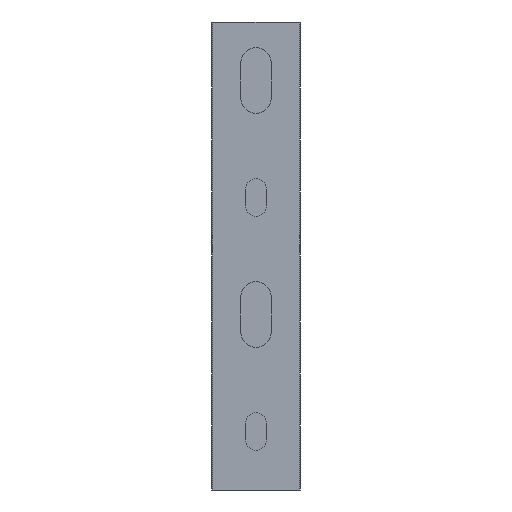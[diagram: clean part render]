
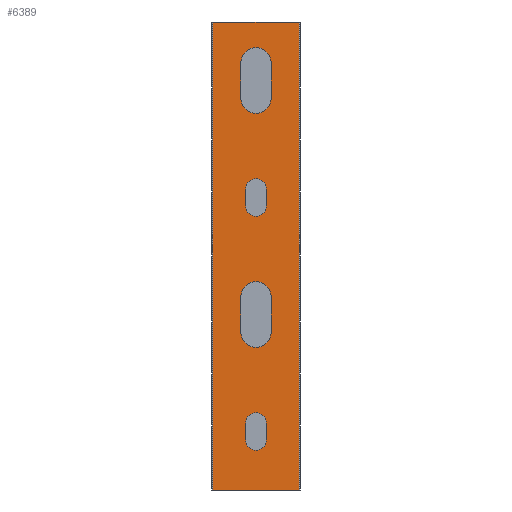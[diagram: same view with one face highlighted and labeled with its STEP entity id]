
A CAD part, front view. The second image highlights one B-rep face of the part: STEP entity #6389.
In plain terms, the highlighted planar face has unit normal (0, -1, 0).
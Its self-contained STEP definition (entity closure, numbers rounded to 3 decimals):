
#1506=DIRECTION('',(1.,0.,0.));
#1507=VECTOR('',#1506,18.4);
#1508=CARTESIAN_POINT('',(-9.2,0.,100.));
#1509=LINE('',#1508,#1507);
#1510=DIRECTION('',(0.,0.,1.));
#1511=VECTOR('',#1510,100.);
#1512=CARTESIAN_POINT('',(9.2,0.,0.));
#1513=LINE('',#1512,#1511);
#1514=DIRECTION('',(-1.,0.,0.));
#1515=VECTOR('',#1514,18.4);
#1516=CARTESIAN_POINT('',(9.2,0.,0.));
#1517=LINE('',#1516,#1515);
#1518=DIRECTION('',(0.,0.,1.));
#1519=VECTOR('',#1518,100.);
#1520=CARTESIAN_POINT('',(-9.2,0.,0.));
#1521=LINE('',#1520,#1519);
#1522=CARTESIAN_POINT('',(0.,0.,91.25));
#1523=DIRECTION('',(0.,1.,0.));
#1524=DIRECTION('',(-1.,0.,0.));
#1525=AXIS2_PLACEMENT_3D('',#1522,#1523,#1524);
#1527=DIRECTION('',(0.,0.,1.));
#1528=VECTOR('',#1527,7.5);
#1529=CARTESIAN_POINT('',(-3.25,0.,83.75));
#1530=LINE('',#1529,#1528);
#1531=CARTESIAN_POINT('',(0.,0.,83.75));
#1532=DIRECTION('',(0.,1.,0.));
#1533=DIRECTION('',(1.,0.,0.));
#1534=AXIS2_PLACEMENT_3D('',#1531,#1532,#1533);
#1536=DIRECTION('',(0.,0.,-1.));
#1537=VECTOR('',#1536,7.5);
#1538=CARTESIAN_POINT('',(3.25,0.,91.25));
#1539=LINE('',#1538,#1537);
#1540=CARTESIAN_POINT('',(0.,0.,64.25));
#1541=DIRECTION('',(0.,1.,0.));
#1542=DIRECTION('',(-1.,0.,0.));
#1543=AXIS2_PLACEMENT_3D('',#1540,#1541,#1542);
#1545=DIRECTION('',(0.,0.,1.));
#1546=VECTOR('',#1545,3.5);
#1547=CARTESIAN_POINT('',(-2.25,0.,60.75));
#1548=LINE('',#1547,#1546);
#1549=CARTESIAN_POINT('',(0.,0.,60.75));
#1550=DIRECTION('',(0.,1.,0.));
#1551=DIRECTION('',(1.,0.,0.));
#1552=AXIS2_PLACEMENT_3D('',#1549,#1550,#1551);
#1554=DIRECTION('',(0.,0.,-1.));
#1555=VECTOR('',#1554,3.5);
#1556=CARTESIAN_POINT('',(2.25,0.,64.25));
#1557=LINE('',#1556,#1555);
#1558=CARTESIAN_POINT('',(0.,0.,41.25));
#1559=DIRECTION('',(0.,1.,0.));
#1560=DIRECTION('',(-1.,0.,0.));
#1561=AXIS2_PLACEMENT_3D('',#1558,#1559,#1560);
#1563=DIRECTION('',(0.,0.,1.));
#1564=VECTOR('',#1563,7.5);
#1565=CARTESIAN_POINT('',(-3.25,0.,33.75));
#1566=LINE('',#1565,#1564);
#1567=CARTESIAN_POINT('',(0.,0.,33.75));
#1568=DIRECTION('',(0.,1.,0.));
#1569=DIRECTION('',(1.,0.,0.));
#1570=AXIS2_PLACEMENT_3D('',#1567,#1568,#1569);
#1572=DIRECTION('',(0.,0.,-1.));
#1573=VECTOR('',#1572,7.5);
#1574=CARTESIAN_POINT('',(3.25,0.,41.25));
#1575=LINE('',#1574,#1573);
#1576=CARTESIAN_POINT('',(0.,0.,14.25));
#1577=DIRECTION('',(0.,1.,0.));
#1578=DIRECTION('',(-1.,0.,0.));
#1579=AXIS2_PLACEMENT_3D('',#1576,#1577,#1578);
#1581=DIRECTION('',(0.,0.,1.));
#1582=VECTOR('',#1581,3.5);
#1583=CARTESIAN_POINT('',(-2.25,0.,10.75));
#1584=LINE('',#1583,#1582);
#1585=CARTESIAN_POINT('',(0.,0.,10.75));
#1586=DIRECTION('',(0.,1.,0.));
#1587=DIRECTION('',(1.,0.,0.));
#1588=AXIS2_PLACEMENT_3D('',#1585,#1586,#1587);
#1590=DIRECTION('',(0.,0.,-1.));
#1591=VECTOR('',#1590,3.5);
#1592=CARTESIAN_POINT('',(2.25,0.,14.25));
#1593=LINE('',#1592,#1591);
#2874=CARTESIAN_POINT('',(-9.2,0.,0.));
#2875=VERTEX_POINT('',#2874);
#2884=CARTESIAN_POINT('',(-9.2,0.,100.));
#2885=VERTEX_POINT('',#2884);
#2894=CARTESIAN_POINT('',(9.2,0.,0.));
#2895=VERTEX_POINT('',#2894);
#2904=CARTESIAN_POINT('',(9.2,0.,100.));
#2905=VERTEX_POINT('',#2904);
#2910=CARTESIAN_POINT('',(-3.25,0.,91.25));
#2911=CARTESIAN_POINT('',(3.25,0.,91.25));
#2912=VERTEX_POINT('',#2910);
#2913=VERTEX_POINT('',#2911);
#2914=CARTESIAN_POINT('',(3.25,0.,83.75));
#2915=VERTEX_POINT('',#2914);
#2916=CARTESIAN_POINT('',(-3.25,0.,83.75));
#2917=VERTEX_POINT('',#2916);
#2918=CARTESIAN_POINT('',(-2.25,0.,64.25));
#2919=CARTESIAN_POINT('',(2.25,0.,64.25));
#2920=VERTEX_POINT('',#2918);
#2921=VERTEX_POINT('',#2919);
#2922=CARTESIAN_POINT('',(2.25,0.,60.75));
#2923=VERTEX_POINT('',#2922);
#2924=CARTESIAN_POINT('',(-2.25,0.,60.75));
#2925=VERTEX_POINT('',#2924);
#2942=CARTESIAN_POINT('',(-3.25,0.,41.25));
#2943=CARTESIAN_POINT('',(3.25,0.,41.25));
#2944=VERTEX_POINT('',#2942);
#2945=VERTEX_POINT('',#2943);
#2946=CARTESIAN_POINT('',(3.25,0.,33.75));
#2947=VERTEX_POINT('',#2946);
#2948=CARTESIAN_POINT('',(-3.25,0.,33.75));
#2949=VERTEX_POINT('',#2948);
#2950=CARTESIAN_POINT('',(-2.25,0.,14.25));
#2951=CARTESIAN_POINT('',(2.25,0.,14.25));
#2952=VERTEX_POINT('',#2950);
#2953=VERTEX_POINT('',#2951);
#2954=CARTESIAN_POINT('',(2.25,0.,10.75));
#2955=VERTEX_POINT('',#2954);
#2956=CARTESIAN_POINT('',(-2.25,0.,10.75));
#2957=VERTEX_POINT('',#2956);
#6337=CARTESIAN_POINT('',(-9.2,0.,0.));
#6338=DIRECTION('',(0.,-1.,0.));
#6339=DIRECTION('',(1.,0.,0.));
#6340=AXIS2_PLACEMENT_3D('',#6337,#6338,#6339);
#6341=PLANE('',#6340);
#6342=ORIENTED_EDGE('',*,*,#6303,.T.);
#6343=ORIENTED_EDGE('',*,*,#6330,.F.);
#6344=ORIENTED_EDGE('',*,*,#3773,.T.);
#6346=ORIENTED_EDGE('',*,*,#6345,.T.);
#6347=EDGE_LOOP('',(#6342,#6343,#6344,#6346));
#6348=FACE_OUTER_BOUND('',#6347,.F.);
#6350=ORIENTED_EDGE('',*,*,#6349,.F.);
#6352=ORIENTED_EDGE('',*,*,#6351,.F.);
#6354=ORIENTED_EDGE('',*,*,#6353,.F.);
#6356=ORIENTED_EDGE('',*,*,#6355,.F.);
#6357=EDGE_LOOP('',(#6350,#6352,#6354,#6356));
#6358=FACE_BOUND('',#6357,.F.);
#6360=ORIENTED_EDGE('',*,*,#6359,.F.);
#6362=ORIENTED_EDGE('',*,*,#6361,.F.);
#6364=ORIENTED_EDGE('',*,*,#6363,.F.);
#6366=ORIENTED_EDGE('',*,*,#6365,.F.);
#6367=EDGE_LOOP('',(#6360,#6362,#6364,#6366));
#6368=FACE_BOUND('',#6367,.F.);
#6370=ORIENTED_EDGE('',*,*,#6369,.F.);
#6372=ORIENTED_EDGE('',*,*,#6371,.F.);
#6374=ORIENTED_EDGE('',*,*,#6373,.F.);
#6376=ORIENTED_EDGE('',*,*,#6375,.F.);
#6377=EDGE_LOOP('',(#6370,#6372,#6374,#6376));
#6378=FACE_BOUND('',#6377,.F.);
#6380=ORIENTED_EDGE('',*,*,#6379,.F.);
#6382=ORIENTED_EDGE('',*,*,#6381,.F.);
#6384=ORIENTED_EDGE('',*,*,#6383,.F.);
#6386=ORIENTED_EDGE('',*,*,#6385,.F.);
#6387=EDGE_LOOP('',(#6380,#6382,#6384,#6386));
#6388=FACE_BOUND('',#6387,.F.);
#1526=CIRCLE('',#1525,3.25);
#1535=CIRCLE('',#1534,3.25);
#1544=CIRCLE('',#1543,2.25);
#1553=CIRCLE('',#1552,2.25);
#1562=CIRCLE('',#1561,3.25);
#1571=CIRCLE('',#1570,3.25);
#1580=CIRCLE('',#1579,2.25);
#1589=CIRCLE('',#1588,2.25);
#3773=EDGE_CURVE('',#2895,#2875,#1517,.T.);
#6303=EDGE_CURVE('',#2885,#2905,#1509,.T.);
#6330=EDGE_CURVE('',#2895,#2905,#1513,.T.);
#6345=EDGE_CURVE('',#2875,#2885,#1521,.T.);
#6349=EDGE_CURVE('',#2912,#2913,#1526,.T.);
#6351=EDGE_CURVE('',#2917,#2912,#1530,.T.);
#6353=EDGE_CURVE('',#2915,#2917,#1535,.T.);
#6355=EDGE_CURVE('',#2913,#2915,#1539,.T.);
#6359=EDGE_CURVE('',#2920,#2921,#1544,.T.);
#6361=EDGE_CURVE('',#2925,#2920,#1548,.T.);
#6363=EDGE_CURVE('',#2923,#2925,#1553,.T.);
#6365=EDGE_CURVE('',#2921,#2923,#1557,.T.);
#6369=EDGE_CURVE('',#2944,#2945,#1562,.T.);
#6371=EDGE_CURVE('',#2949,#2944,#1566,.T.);
#6373=EDGE_CURVE('',#2947,#2949,#1571,.T.);
#6375=EDGE_CURVE('',#2945,#2947,#1575,.T.);
#6379=EDGE_CURVE('',#2952,#2953,#1580,.T.);
#6381=EDGE_CURVE('',#2957,#2952,#1584,.T.);
#6383=EDGE_CURVE('',#2955,#2957,#1589,.T.);
#6385=EDGE_CURVE('',#2953,#2955,#1593,.T.);
#6389=ADVANCED_FACE('',(#6348,#6358,#6368,#6378,#6388),#6341,.T.);
